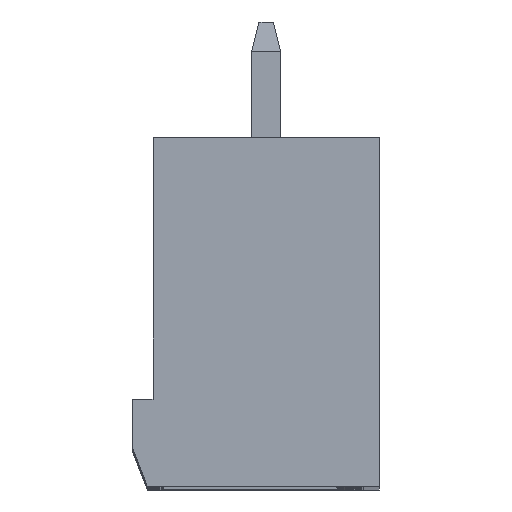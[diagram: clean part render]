
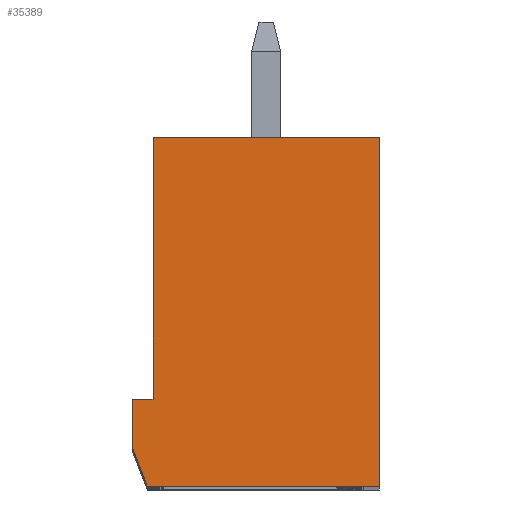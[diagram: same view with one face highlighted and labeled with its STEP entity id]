
A CAD part, top view. The second image highlights one B-rep face of the part: STEP entity #35389.
In plain terms, the highlighted planar face has unit normal (0, 0, 1).
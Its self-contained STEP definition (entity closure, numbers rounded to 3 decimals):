
#28=DIRECTION('',(0.,-1.,0.));
#29=VECTOR('',#28,1.7);
#30=CARTESIAN_POINT('',(-4.6,3.,76.9));
#31=LINE('',#30,#29);
#88=DIRECTION('',(-1.,0.,0.));
#89=VECTOR('',#88,0.7);
#90=CARTESIAN_POINT('',(-3.9,3.,76.9));
#91=LINE('',#90,#89);
#100=DIRECTION('',(0.,-1.,0.));
#101=VECTOR('',#100,9.);
#102=CARTESIAN_POINT('',(-3.9,12.,76.9));
#103=LINE('',#102,#101);
#116=DIRECTION('',(-1.,0.,0.));
#117=VECTOR('',#116,7.8);
#118=CARTESIAN_POINT('',(3.9,12.,76.9));
#119=LINE('',#118,#117);
#184=DIRECTION('',(0.,1.,0.));
#185=VECTOR('',#184,12.);
#186=CARTESIAN_POINT('',(3.9,0.,76.9));
#187=LINE('',#186,#185);
#445=DIRECTION('',(1.,0.,0.));
#446=VECTOR('',#445,8.);
#447=CARTESIAN_POINT('',(-4.1,0.,76.9));
#448=LINE('',#447,#446);
#12296=DIRECTION('',(-0.359,0.933,0.));
#12297=VECTOR('',#12296,1.393);
#12298=CARTESIAN_POINT('',(-4.1,0.,76.9));
#12299=LINE('',#12298,#12297);
#14507=CARTESIAN_POINT('',(-4.1,0.,76.9));
#14508=VERTEX_POINT('',#14507);
#14509=CARTESIAN_POINT('',(3.9,0.,76.9));
#14510=VERTEX_POINT('',#14509);
#14511=CARTESIAN_POINT('',(-4.6,1.3,76.9));
#14512=VERTEX_POINT('',#14511);
#14513=CARTESIAN_POINT('',(3.9,12.,76.9));
#14514=VERTEX_POINT('',#14513);
#14515=CARTESIAN_POINT('',(-3.9,12.,76.9));
#14516=VERTEX_POINT('',#14515);
#14517=CARTESIAN_POINT('',(-4.6,3.,76.9));
#14518=VERTEX_POINT('',#14517);
#14519=CARTESIAN_POINT('',(-3.9,3.,76.9));
#14520=VERTEX_POINT('',#14519);
#35375=CARTESIAN_POINT('',(0.,0.,76.9));
#35376=DIRECTION('',(0.,0.,-1.));
#35377=DIRECTION('',(-1.,0.,0.));
#35378=AXIS2_PLACEMENT_3D('',#35375,#35376,#35377);
#35379=PLANE('',#35378);
#35380=ORIENTED_EDGE('',*,*,#18002,.F.);
#35381=ORIENTED_EDGE('',*,*,#35368,.T.);
#35382=ORIENTED_EDGE('',*,*,#17632,.F.);
#35383=ORIENTED_EDGE('',*,*,#17707,.F.);
#35384=ORIENTED_EDGE('',*,*,#17722,.F.);
#35385=ORIENTED_EDGE('',*,*,#17745,.F.);
#35386=ORIENTED_EDGE('',*,*,#17872,.F.);
#35387=EDGE_LOOP('',(#35380,#35381,#35382,#35383,#35384,#35385,#35386));
#35388=FACE_OUTER_BOUND('',#35387,.F.);
#35389=ADVANCED_FACE('',(#35388),#35379,.F.);
#17632=EDGE_CURVE('',#14518,#14512,#31,.T.);
#17707=EDGE_CURVE('',#14520,#14518,#91,.T.);
#17722=EDGE_CURVE('',#14516,#14520,#103,.T.);
#17745=EDGE_CURVE('',#14514,#14516,#119,.T.);
#17872=EDGE_CURVE('',#14510,#14514,#187,.T.);
#18002=EDGE_CURVE('',#14508,#14510,#448,.T.);
#35368=EDGE_CURVE('',#14508,#14512,#12299,.T.);
